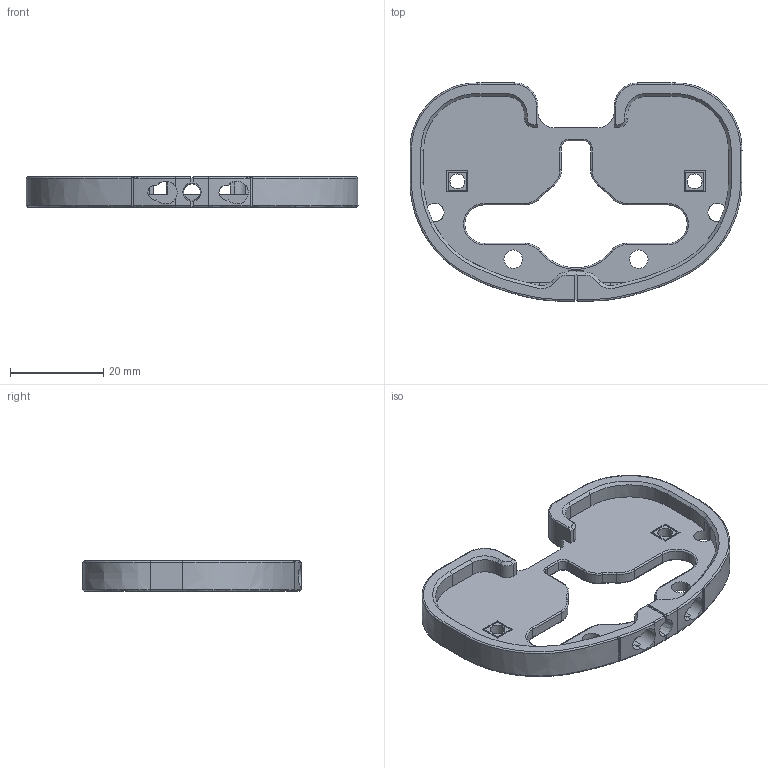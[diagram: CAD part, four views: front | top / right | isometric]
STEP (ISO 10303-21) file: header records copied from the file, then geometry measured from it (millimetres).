
FILE_DESCRIPTION((''),'2;1');
FILE_NAME('SZ-3WW','2011-05-31T',('Administrator'),(''),'PRO/ENGINEER BY PARAMETRIC TECHNOLOGY CORPORATION, 2001280','PRO/ENGINEER BY PARAMETRIC TECHNOLOGY CORPORATION, 2001280','');
FILE_SCHEMA(('CONFIG_CONTROL_DESIGN'));
Length unit declared in the file: millimetre
Products named in the file (1): SZ-3WW
Bounding box: 71.12 x 46.72 x 6.45 mm (x, y, z)
Volume: 7455.7 mm3; surface area: 6719.1 mm2
Topology: 1 solids, 1 shells, 259 faces, 654 edges, 398 vertices
Faces by surface type: plane 88, cylinder 81, torus 32, cone 24, bspline 18, extrusion 16
Entity records: 9454 total; most frequent: CARTESIAN_POINT 3214, ORIENTED_EDGE 1308, DIRECTION 1280, EDGE_CURVE 654, AXIS2_PLACEMENT_3D 466, VERTEX_POINT 398, VECTOR 348, LINE 332
